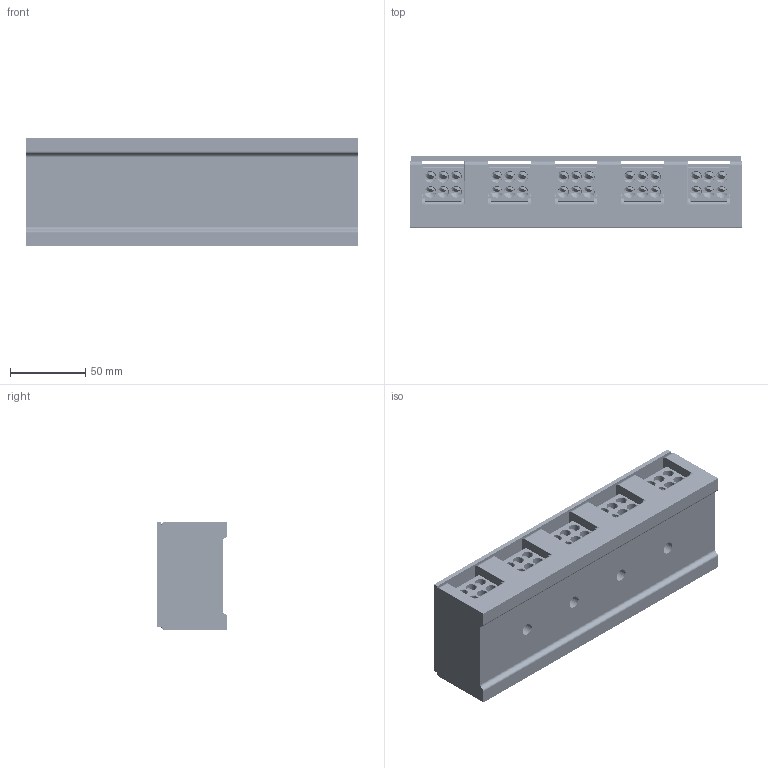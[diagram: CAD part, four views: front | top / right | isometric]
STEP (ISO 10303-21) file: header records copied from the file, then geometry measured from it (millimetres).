
FILE_DESCRIPTION((''),'2;1');
FILE_NAME('UDJ-2005_6_16','2024-07-04T',('dell'),(''),'PRO/ENGINEER BY PARAMETRIC TECHNOLOGY CORPORATION, 2013230','PRO/ENGINEER BY PARAMETRIC TECHNOLOGY CORPORATION, 2013230','');
FILE_SCHEMA(('AUTOMOTIVE_DESIGN { 1 0 10303 214 1 1 1 1 }'));
Products named in the file (1): UDJ-2005_6_16
Bounding box: 220 x 47 x 72 mm (x, y, z)
Volume: 501649.1 mm3; surface area: 156538.4 mm2
Topology: 1 solids, 35 shells, 3691 faces, 11270 edges, 7224 vertices
Faces by surface type: plane 1596, cylinder 1178, bspline 401, cone 390, sphere 76, torus 44, extrusion 6
Entity records: 197609 total; most frequent: CARTESIAN_POINT 103434, ORIENTED_EDGE 22248, DIRECTION 16296, EDGE_CURVE 11124, VERTEX_POINT 7224, AXIS2_PLACEMENT_3D 5461, VECTOR 5374, LINE 5368
